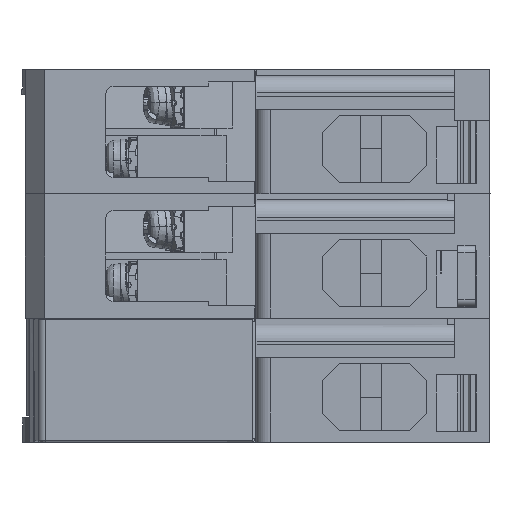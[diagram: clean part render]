
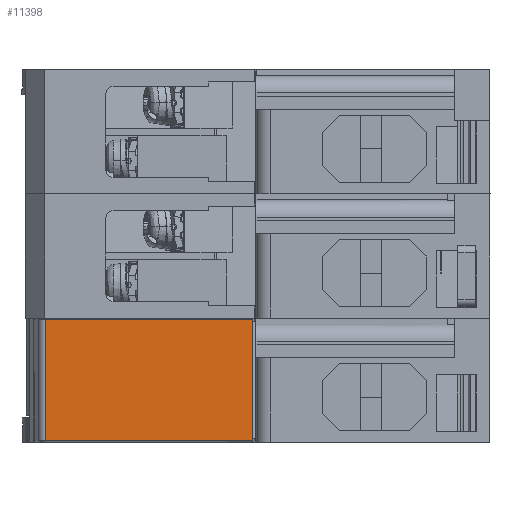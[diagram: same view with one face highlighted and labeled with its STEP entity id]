
A CAD part, left-side view. The second image highlights one B-rep face of the part: STEP entity #11398.
In plain terms, the highlighted planar face has unit normal (-1, 0, 0).
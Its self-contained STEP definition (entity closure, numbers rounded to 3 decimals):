
#218 = PLANE ( 'NONE',  #80885 ) ;
#219 = CARTESIAN_POINT ( 'NONE',  ( -20.1, 5.711, -184.3 ) ) ;
#220 = DIRECTION ( 'NONE',  ( -1., 0., 0. ) ) ;
#221 = DIRECTION ( 'NONE',  ( 0., -1., 0. ) ) ;
#1732 = LINE ( 'NONE', #1733, #81437 ) ;
#1733 = CARTESIAN_POINT ( 'NONE',  ( -20.1, -8.901, -167.2 ) ) ;
#1734 = DIRECTION ( 'NONE',  ( 0., 1., 0. ) ) ;
#2436 = LINE ( 'NONE', #2437, #81601 ) ;
#2437 = CARTESIAN_POINT ( 'NONE',  ( -20.1, 5.711, -175.75 ) ) ;
#2438 = DIRECTION ( 'NONE',  ( 0., 0., -1. ) ) ;
#2448 = LINE ( 'NONE', #2449, #81604 ) ;
#2449 = CARTESIAN_POINT ( 'NONE',  ( -20.1, -8.901, -184.3 ) ) ;
#2450 = DIRECTION ( 'NONE',  ( 0., -1., 0. ) ) ;
#5598 = VECTOR ( 'NONE', #8168, 1000. ) ;
#8166 = LINE ( 'NONE', #8167, #5598 ) ;
#8167 = CARTESIAN_POINT ( 'NONE',  ( -20.1, -23.513, -175.75 ) ) ;
#8168 = DIRECTION ( 'NONE',  ( 0., 0., -1. ) ) ;
#11398 = ADVANCED_FACE ( 'NONE', ( #80882 ), #218, .T. ) ;
#12015 = EDGE_CURVE ( 'NONE', #58064, #58032, #1732, .T. ) ;
#12324 = EDGE_CURVE ( 'NONE', #58032, #58039, #2436, .T. ) ;
#12331 = EDGE_CURVE ( 'NONE', #58039, #58062, #2448, .T. ) ;
#17160 = CARTESIAN_POINT ( 'NONE',  ( -20.1, 5.711, -167.2 ) ) ;
#17167 = CARTESIAN_POINT ( 'NONE',  ( -20.1, 5.711, -184.3 ) ) ;
#17190 = CARTESIAN_POINT ( 'NONE',  ( -20.1, -23.513, -184.3 ) ) ;
#17192 = CARTESIAN_POINT ( 'NONE',  ( -20.1, -23.513, -167.2 ) ) ;
#48312 = EDGE_CURVE ( 'NONE', #58064, #58062, #8166, .T. ) ;
#53174 = ORIENTED_EDGE ( 'NONE', *, *, #48312, .F. ) ;
#53176 = ORIENTED_EDGE ( 'NONE', *, *, #12324, .T. ) ;
#53178 = ORIENTED_EDGE ( 'NONE', *, *, #12331, .T. ) ;
#58032 = VERTEX_POINT ( 'NONE', #17160 ) ;
#58039 = VERTEX_POINT ( 'NONE', #17167 ) ;
#58062 = VERTEX_POINT ( 'NONE', #17190 ) ;
#58064 = VERTEX_POINT ( 'NONE', #17192 ) ;
#65098 = ORIENTED_EDGE ( 'NONE', *, *, #12015, .T. ) ;
#76907 = EDGE_LOOP ( 'NONE', ( #53174, #65098, #53176, #53178 ) ) ;
#80882 = FACE_OUTER_BOUND ( 'NONE', #76907, .T. ) ;
#80885 = AXIS2_PLACEMENT_3D ( 'NONE', #219, #220, #221 ) ;
#81437 = VECTOR ( 'NONE', #1734, 1000. ) ;
#81601 = VECTOR ( 'NONE', #2438, 1000. ) ;
#81604 = VECTOR ( 'NONE', #2450, 1000. ) ;
